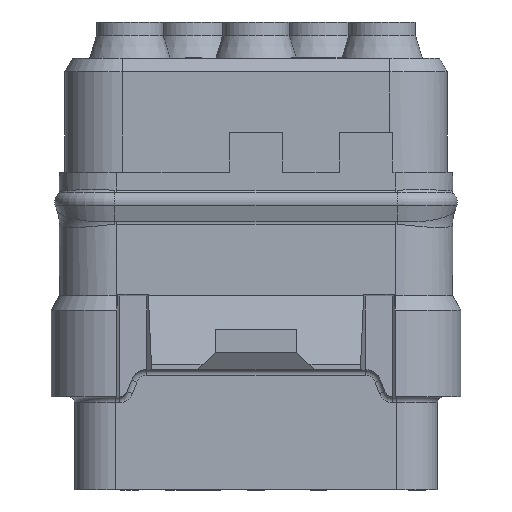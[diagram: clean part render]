
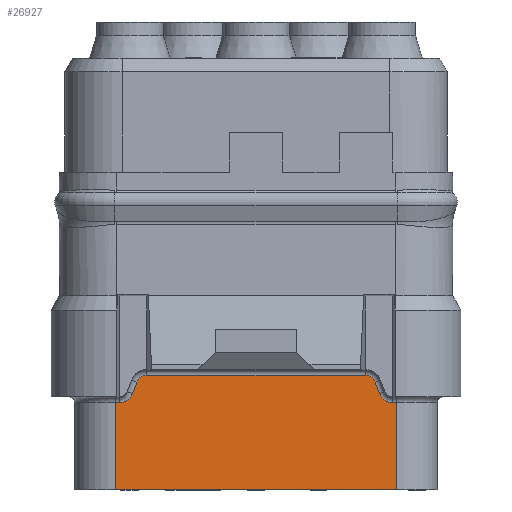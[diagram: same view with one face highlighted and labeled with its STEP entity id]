
A CAD part, front view. The second image highlights one B-rep face of the part: STEP entity #26927.
In plain terms, the highlighted planar face has unit normal (0, -1, 0).
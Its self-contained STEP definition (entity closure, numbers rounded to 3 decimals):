
#3065=CARTESIAN_POINT('',(-5.,-5.775,-7.93));
#3066=DIRECTION('',(0.,1.,0.));
#3067=DIRECTION('',(0.935,0.,-0.354));
#3068=AXIS2_PLACEMENT_3D('',#3065,#3066,#3067);
#3079=DIRECTION('',(-0.354,0.,-0.935));
#3080=VECTOR('',#3079,0.447);
#3081=CARTESIAN_POINT('',(-4.365,-5.775,-7.692));
#3082=LINE('',#3081,#3080);
#3101=CARTESIAN_POINT('',(-4.,-5.775,-7.83));
#3102=DIRECTION('',(0.,-1.,0.));
#3103=DIRECTION('',(0.,0.,1.));
#3104=AXIS2_PLACEMENT_3D('',#3101,#3102,#3103);
#3111=DIRECTION('',(-1.,0.,0.));
#3112=VECTOR('',#3111,8.);
#3113=CARTESIAN_POINT('',(4.,-5.775,-7.44));
#3114=LINE('',#3113,#3112);
#3157=CARTESIAN_POINT('',(4.,-5.775,-7.83));
#3158=DIRECTION('',(0.,-1.,0.));
#3159=DIRECTION('',(0.935,0.,0.354));
#3160=AXIS2_PLACEMENT_3D('',#3157,#3158,#3159);
#3171=DIRECTION('',(-0.354,0.,0.935));
#3172=VECTOR('',#3171,0.447);
#3173=CARTESIAN_POINT('',(4.523,-5.775,-8.11));
#3174=LINE('',#3173,#3172);
#3189=CARTESIAN_POINT('',(5.,-5.775,-7.93));
#3190=DIRECTION('',(0.,1.,0.));
#3191=DIRECTION('',(0.,0.,-1.));
#3192=AXIS2_PLACEMENT_3D('',#3189,#3190,#3191);
#3203=DIRECTION('',(-1.,0.,0.));
#3204=VECTOR('',#3203,0.15);
#3205=CARTESIAN_POINT('',(5.15,-5.775,-8.44));
#3206=LINE('',#3205,#3204);
#3511=DIRECTION('',(-1.,0.,0.));
#3512=VECTOR('',#3511,0.15);
#3513=CARTESIAN_POINT('',(-5.,-5.775,-8.44));
#3514=LINE('',#3513,#3512);
#3515=DIRECTION('',(0.,0.,-1.));
#3516=VECTOR('',#3515,3.19);
#3517=CARTESIAN_POINT('',(5.15,-5.775,-8.44));
#3518=LINE('',#3517,#3516);
#3591=DIRECTION('',(0.,0.,-1.));
#3592=VECTOR('',#3591,3.19);
#3593=CARTESIAN_POINT('',(-5.15,-5.775,-8.44));
#3594=LINE('',#3593,#3592);
#3618=DIRECTION('',(-1.,0.,0.));
#3619=VECTOR('',#3618,10.3);
#3620=CARTESIAN_POINT('',(5.15,-5.775,-11.63));
#3621=LINE('',#3620,#3619);
#16708=CARTESIAN_POINT('',(5.15,-5.775,-11.63));
#16709=VERTEX_POINT('',#16708);
#16710=CARTESIAN_POINT('',(-5.15,-5.775,-11.63));
#16711=VERTEX_POINT('',#16710);
#16748=CARTESIAN_POINT('',(-5.15,-5.775,-8.44));
#16749=VERTEX_POINT('',#16748);
#16752=CARTESIAN_POINT('',(-5.,-5.775,-8.44));
#16753=VERTEX_POINT('',#16752);
#16756=CARTESIAN_POINT('',(-4.523,-5.775,-8.11));
#16757=VERTEX_POINT('',#16756);
#16760=CARTESIAN_POINT('',(-4.365,-5.775,-7.692));
#16761=VERTEX_POINT('',#16760);
#16764=CARTESIAN_POINT('',(-4.,-5.775,-7.44));
#16765=VERTEX_POINT('',#16764);
#16766=CARTESIAN_POINT('',(4.,-5.775,-7.44));
#16767=VERTEX_POINT('',#16766);
#16772=CARTESIAN_POINT('',(4.365,-5.775,-7.692));
#16773=VERTEX_POINT('',#16772);
#16776=CARTESIAN_POINT('',(4.523,-5.775,-8.11));
#16777=VERTEX_POINT('',#16776);
#16780=CARTESIAN_POINT('',(5.,-5.775,-8.44));
#16781=VERTEX_POINT('',#16780);
#16784=CARTESIAN_POINT('',(5.15,-5.775,-8.44));
#16785=VERTEX_POINT('',#16784);
#26905=CARTESIAN_POINT('',(5.15,-5.775,-8.23));
#26906=DIRECTION('',(0.,-1.,0.));
#26907=DIRECTION('',(-1.,0.,0.));
#26908=AXIS2_PLACEMENT_3D('',#26905,#26906,#26907);
#26909=PLANE('',#26908);
#26910=ORIENTED_EDGE('',*,*,#26899,.F.);
#26911=ORIENTED_EDGE('',*,*,#26283,.F.);
#26912=ORIENTED_EDGE('',*,*,#26299,.F.);
#26913=ORIENTED_EDGE('',*,*,#26340,.F.);
#26914=ORIENTED_EDGE('',*,*,#26355,.F.);
#26915=ORIENTED_EDGE('',*,*,#26409,.F.);
#26916=ORIENTED_EDGE('',*,*,#26424,.F.);
#26917=ORIENTED_EDGE('',*,*,#26465,.F.);
#26918=ORIENTED_EDGE('',*,*,#26480,.F.);
#26920=ORIENTED_EDGE('',*,*,#26919,.T.);
#26922=ORIENTED_EDGE('',*,*,#26921,.T.);
#26924=ORIENTED_EDGE('',*,*,#26923,.F.);
#26925=EDGE_LOOP('',(#26910,#26911,#26912,#26913,#26914,#26915,#26916,#26917,
#26918,#26920,#26922,#26924));
#26926=FACE_OUTER_BOUND('',#26925,.F.);
#26927=ADVANCED_FACE('',(#26926),#26909,.T.);
#3069=CIRCLE('',#3068,0.51);
#3105=CIRCLE('',#3104,0.39);
#3161=CIRCLE('',#3160,0.39);
#3193=CIRCLE('',#3192,0.51);
#26283=EDGE_CURVE('',#16757,#16753,#3069,.T.);
#26299=EDGE_CURVE('',#16761,#16757,#3082,.T.);
#26340=EDGE_CURVE('',#16765,#16761,#3105,.T.);
#26355=EDGE_CURVE('',#16767,#16765,#3114,.T.);
#26409=EDGE_CURVE('',#16773,#16767,#3161,.T.);
#26424=EDGE_CURVE('',#16777,#16773,#3174,.T.);
#26465=EDGE_CURVE('',#16781,#16777,#3193,.T.);
#26480=EDGE_CURVE('',#16785,#16781,#3206,.T.);
#26899=EDGE_CURVE('',#16753,#16749,#3514,.T.);
#26919=EDGE_CURVE('',#16785,#16709,#3518,.T.);
#26921=EDGE_CURVE('',#16709,#16711,#3621,.T.);
#26923=EDGE_CURVE('',#16749,#16711,#3594,.T.);
